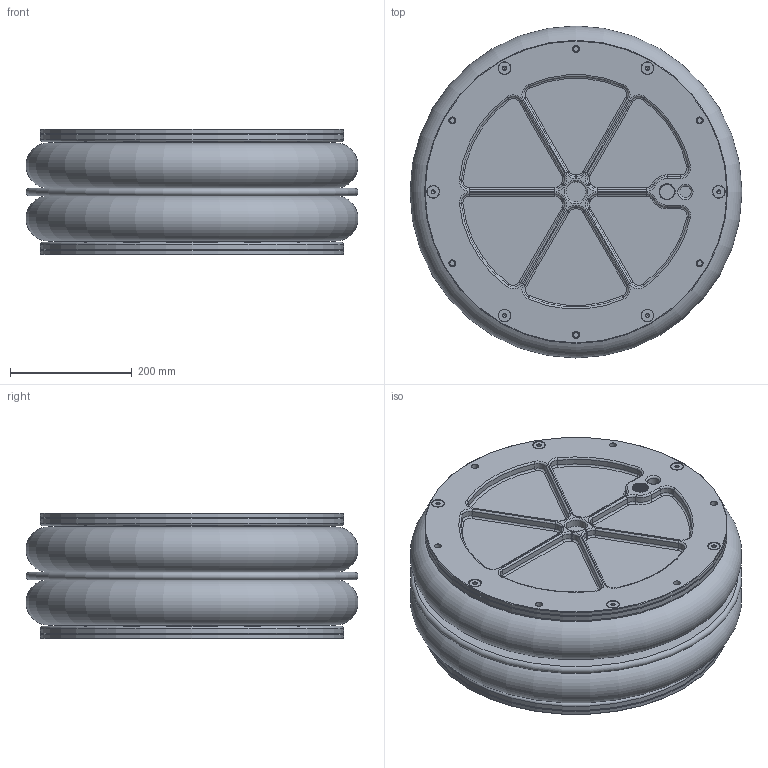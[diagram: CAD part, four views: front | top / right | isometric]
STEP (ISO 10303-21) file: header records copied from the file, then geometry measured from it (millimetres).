
FILE_DESCRIPTION(/* description */ (''),/* implementation_level */ '2;1');
FILE_NAME(/* name */ '6W-21_5x2-01.stp',/* time_stamp */ '2021-06-10T07:20:42+02:00',/* author */ (''),/* organization */ (''),/* preprocessor_version */ 'ST-DEVELOPER v18.1',/* originating_system */ 'SIEMENS PLM Software NX 1965',/* authorisation */ '');
FILE_SCHEMA (('AP203_CONFIGURATION_CONTROLLED_3D_DESIGN_OF_MECHANICAL_PARTS_AND_ASSEMBLIES_MIM_LF { 1 0 10303 403 2 1 2}'));
Length unit declared in the file: millimetre
Products named in the file (1): hoff1C089C45gxu3
Bounding box: 546.01 x 546.01 x 207 mm (x, y, z)
Volume: 9752625.1 mm3; surface area: 2852907.8 mm2
Topology: 18 solids, 18 shells, 857 faces, 1788 edges, 1022 vertices
Faces by surface type: plane 263, cylinder 225, torus 211, cone 156, bspline 2
Full cylindrical faces by diameter (mm): 8.5 x24, 9.732 x12, 11.5 x24, 19 x3, 20 x12, 33 x2, 404.8 x4, 433.9 x2, 498.5 x4
Entity records: 24052 total; most frequent: CARTESIAN_POINT 5562, DIRECTION 4114, ORIENTED_EDGE 2998, AXIS2_PLACEMENT_3D 1839, EDGE_CURVE 1499, EDGE_LOOP 1192, CIRCLE 983, VERTEX_POINT 967
